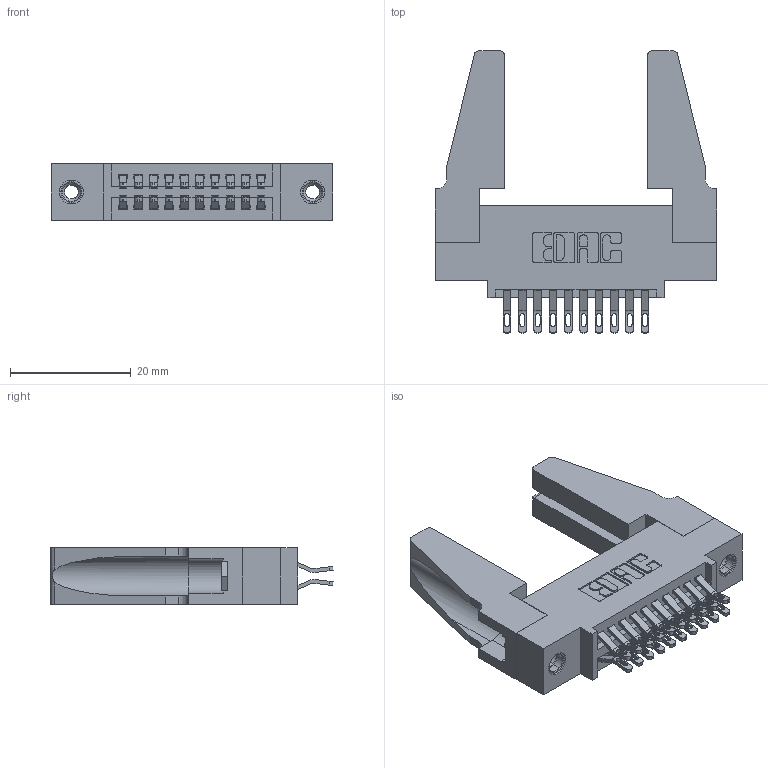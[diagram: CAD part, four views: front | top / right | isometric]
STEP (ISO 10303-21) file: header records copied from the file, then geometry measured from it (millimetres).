
FILE_DESCRIPTION (( 'STEP AP203' ), '1' );
FILE_NAME ('395-020-555-588.STEP', '2019-10-15T21:47:45', ( '' ), ( '' ), 'SwSTEP 2.0', 'SolidWorks 2016', '' );
FILE_SCHEMA (( 'CONFIG_CONTROL_DESIGN' ));
Length unit declared in the file: inch
Products named in the file (5): 345-250-001_345-250-001-102; 345-220-078_345-220-088; 395-020-555-588; 345 Part_0.110 Offset - 0.156 Dia-TH; 345-292-001_555 Tail
Assembly tree (25 placements, depth 2):
  395-020-555-588
    345 Part_0.110 Offset - 0.156 Dia-TH
    345-292-001_555 Tail  x20
    345-250-001_345-250-001-102  x2
    345-220-078_345-220-088  x2
Bounding box: 46.63 x 46.79 x 9.4 mm (x, y, z)
Volume: 7470.2 mm3; surface area: 9031.5 mm2
Topology: 25 solids, 25 shells, 1374 faces, 4207 edges, 2794 vertices
Faces by surface type: plane 776, cylinder 582, cone 12, torus 4
Entity records: 14760 total; most frequent: CARTESIAN_POINT 2536, ORIENTED_EDGE 2400, DIRECTION 2248, EDGE_CURVE 1200, LINE 966, VECTOR 966, VERTEX_POINT 794, AXIS2_PLACEMENT_3D 641
